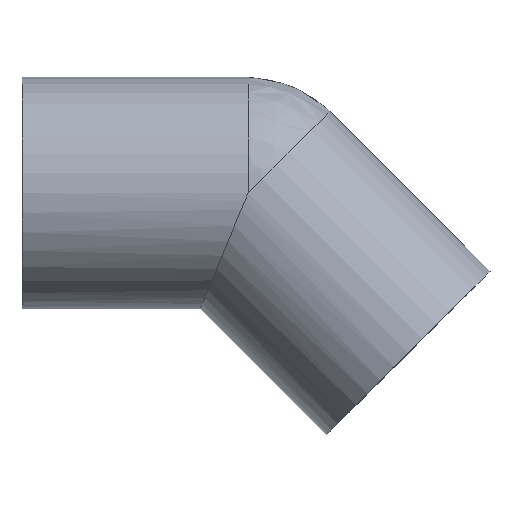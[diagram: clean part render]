
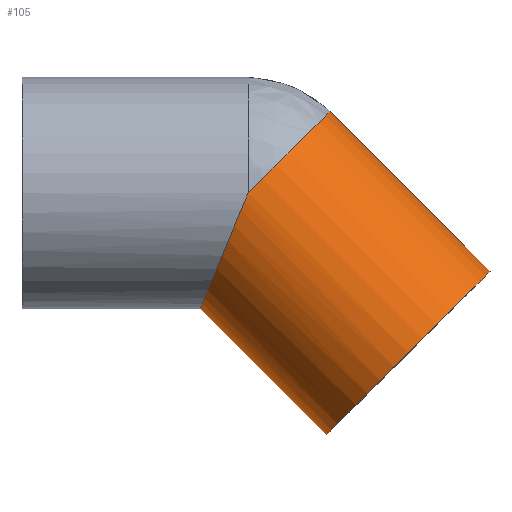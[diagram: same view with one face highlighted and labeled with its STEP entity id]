
A CAD part, top view. The second image highlights one B-rep face of the part: STEP entity #105.
In plain terms, the highlighted cylindrical face has radius 80 mm (diameter 160 mm), a partial arc.
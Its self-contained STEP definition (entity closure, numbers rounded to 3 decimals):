
#95 = EDGE_CURVE( '', #179, #189, #232, .T. );
#105 = ADVANCED_FACE( '', ( #244 ), #245, .T. );
#107 = EDGE_CURVE( '', #125, #179, #247, .T. );
#125 = VERTEX_POINT( '', #267 );
#133 = EDGE_CURVE( '', #197, #135, #275, .T. );
#135 = VERTEX_POINT( '', #277 );
#139 = EDGE_CURVE( '', #189, #135, #281, .T. );
#179 = VERTEX_POINT( '', #324 );
#183 = EDGE_CURVE( '', #125, #197, #328, .T. );
#189 = VERTEX_POINT( '', #337 );
#197 = VERTEX_POINT( '', #345 );
#232 = CIRCLE( '', #373, 80. );
#244 = FACE_OUTER_BOUND( '', #387, .T. );
#245 = CYLINDRICAL_SURFACE( '', #388, 80. );
#247 = LINE( '', #391, #392 );
#267 = CARTESIAN_POINT( '', ( 123.363, -80., 0. ) );
#275 = CIRCLE( '', #426, 80. );
#277 = CARTESIAN_POINT( '', ( 213.069, 56.569, 0. ) );
#281 = LINE( '', #434, #435 );
#324 = CARTESIAN_POINT( '', ( 210.594, -167.231, 0. ) );
#328 = ELLIPSE( '', #498, 86.591, 80. );
#337 = CARTESIAN_POINT( '', ( 323.731, -54.094, 0. ) );
#345 = CARTESIAN_POINT( '', ( 156.5, 0., 80. ) );
#373 = AXIS2_PLACEMENT_3D( '', #544, #545, #546 );
#387 = EDGE_LOOP( '', ( #572, #573, #574, #575, #576 ) );
#388 = AXIS2_PLACEMENT_3D( '', #577, #578, #579 );
#391 = CARTESIAN_POINT( '', ( 155.263, -111.9, 0. ) );
#392 = VECTOR( '', #580, 1. );
#426 = AXIS2_PLACEMENT_3D( '', #608, #609, #610 );
#434 = CARTESIAN_POINT( '', ( 268.4, 1.237, 0. ) );
#435 = VECTOR( '', #614, 1. );
#498 = AXIS2_PLACEMENT_3D( '', #666, #667, #668 );
#544 = CARTESIAN_POINT( '', ( 267.162, -110.662, 0. ) );
#545 = DIRECTION( '', ( -0.707, 0.707, 0. ) );
#546 = DIRECTION( '', ( 0.707, 0.707, 0. ) );
#572 = ORIENTED_EDGE( '', *, *, #139, .T. );
#573 = ORIENTED_EDGE( '', *, *, #133, .F. );
#574 = ORIENTED_EDGE( '', *, *, #183, .F. );
#575 = ORIENTED_EDGE( '', *, *, #107, .T. );
#576 = ORIENTED_EDGE( '', *, *, #95, .T. );
#577 = CARTESIAN_POINT( '', ( 211.831, -55.331, 0. ) );
#578 = DIRECTION( '', ( 0.707, -0.707, 0. ) );
#579 = DIRECTION( '', ( 0.707, 0.707, 0. ) );
#580 = DIRECTION( '', ( 0.707, -0.707, 0. ) );
#608 = CARTESIAN_POINT( '', ( 156.5, 0., 0. ) );
#609 = DIRECTION( '', ( -0.707, 0.707, 0. ) );
#610 = DIRECTION( '', ( 0.707, 0.707, 0. ) );
#614 = DIRECTION( '', ( -0.707, 0.707, 0. ) );
#666 = CARTESIAN_POINT( '', ( 156.5, 0., 0. ) );
#667 = DIRECTION( '', ( -0.924, 0.383, 0. ) );
#668 = DIRECTION( '', ( 0.383, 0.924, 0. ) );
